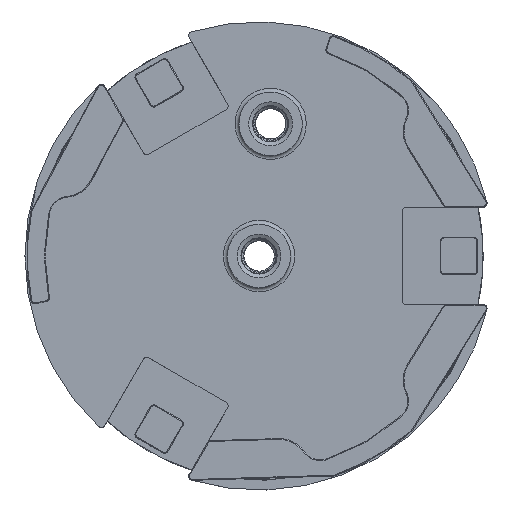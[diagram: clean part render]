
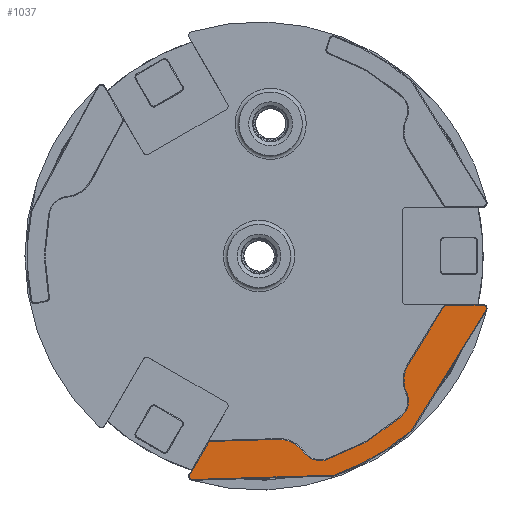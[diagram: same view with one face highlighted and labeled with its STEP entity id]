
A CAD part, top view. The second image highlights one B-rep face of the part: STEP entity #1037.
In plain terms, the highlighted planar face has unit normal (0, 0, 1).
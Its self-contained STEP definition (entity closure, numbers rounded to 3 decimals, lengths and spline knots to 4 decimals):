
#1037=ADVANCED_FACE('',(#1405),#1209,.T.);
#1209=PLANE('',#6150);
#1405=FACE_OUTER_BOUND('',#1848,.T.);
#1848=EDGE_LOOP('',(#3780,#3781,#3782,#3783,#3784,#3785,#3786,#3787,#3788,
#3789,#3790,#3791,#3792,#3793,#3794,#3795,#3796,#3797,#3798,#3799));
#2197=LINE('',#46469,#2521);
#2198=LINE('',#46473,#2522);
#2199=LINE('',#46477,#2523);
#2200=LINE('',#46483,#2524);
#2201=LINE('',#46487,#2525);
#2202=LINE('',#46493,#2526);
#2203=LINE('',#46497,#2527);
#2204=LINE('',#46501,#2528);
#2521=VECTOR('',#7354,1.);
#2522=VECTOR('',#7357,1.);
#2523=VECTOR('',#7360,1.);
#2524=VECTOR('',#7365,1.);
#2525=VECTOR('',#7368,1.);
#2526=VECTOR('',#7373,1.);
#2527=VECTOR('',#7376,1.);
#2528=VECTOR('',#7379,1.);
#3780=ORIENTED_EDGE('',*,*,#5328,.T.);
#3781=ORIENTED_EDGE('',*,*,#5329,.T.);
#3782=ORIENTED_EDGE('',*,*,#5330,.T.);
#3783=ORIENTED_EDGE('',*,*,#5331,.T.);
#3784=ORIENTED_EDGE('',*,*,#5332,.T.);
#3785=ORIENTED_EDGE('',*,*,#5333,.T.);
#3786=ORIENTED_EDGE('',*,*,#5334,.T.);
#3787=ORIENTED_EDGE('',*,*,#5335,.T.);
#3788=ORIENTED_EDGE('',*,*,#5336,.T.);
#3789=ORIENTED_EDGE('',*,*,#5337,.T.);
#3790=ORIENTED_EDGE('',*,*,#5338,.T.);
#3791=ORIENTED_EDGE('',*,*,#5339,.T.);
#3792=ORIENTED_EDGE('',*,*,#5340,.T.);
#3793=ORIENTED_EDGE('',*,*,#5341,.T.);
#3794=ORIENTED_EDGE('',*,*,#5342,.T.);
#3795=ORIENTED_EDGE('',*,*,#5343,.T.);
#3796=ORIENTED_EDGE('',*,*,#5344,.T.);
#3797=ORIENTED_EDGE('',*,*,#5345,.T.);
#3798=ORIENTED_EDGE('',*,*,#5346,.T.);
#3799=ORIENTED_EDGE('',*,*,#5347,.T.);
#4631=VERTEX_POINT('',#46463);
#4632=VERTEX_POINT('',#46464);
#4633=VERTEX_POINT('',#46466);
#4634=VERTEX_POINT('',#46468);
#4635=VERTEX_POINT('',#46470);
#4636=VERTEX_POINT('',#46472);
#4637=VERTEX_POINT('',#46474);
#4638=VERTEX_POINT('',#46476);
#4639=VERTEX_POINT('',#46478);
#4640=VERTEX_POINT('',#46480);
#4641=VERTEX_POINT('',#46482);
#4642=VERTEX_POINT('',#46484);
#4643=VERTEX_POINT('',#46486);
#4644=VERTEX_POINT('',#46488);
#4645=VERTEX_POINT('',#46490);
#4646=VERTEX_POINT('',#46492);
#4647=VERTEX_POINT('',#46494);
#4648=VERTEX_POINT('',#46496);
#4649=VERTEX_POINT('',#46498);
#4650=VERTEX_POINT('',#46500);
#5328=EDGE_CURVE('',#4631,#4632,#5671,.T.);
#5329=EDGE_CURVE('',#4632,#4633,#5672,.T.);
#5330=EDGE_CURVE('',#4633,#4634,#5673,.T.);
#5331=EDGE_CURVE('',#4634,#4635,#2197,.T.);
#5332=EDGE_CURVE('',#4635,#4636,#5674,.T.);
#5333=EDGE_CURVE('',#4636,#4637,#2198,.T.);
#5334=EDGE_CURVE('',#4637,#4638,#5675,.T.);
#5335=EDGE_CURVE('',#4638,#4639,#2199,.T.);
#5336=EDGE_CURVE('',#4639,#4640,#5676,.T.);
#5337=EDGE_CURVE('',#4640,#4641,#5677,.T.);
#5338=EDGE_CURVE('',#4641,#4642,#2200,.T.);
#5339=EDGE_CURVE('',#4642,#4643,#5678,.T.);
#5340=EDGE_CURVE('',#4643,#4644,#2201,.T.);
#5341=EDGE_CURVE('',#4644,#4645,#5679,.T.);
#5342=EDGE_CURVE('',#4645,#4646,#5680,.T.);
#5343=EDGE_CURVE('',#4646,#4647,#2202,.T.);
#5344=EDGE_CURVE('',#4647,#4648,#5681,.T.);
#5345=EDGE_CURVE('',#4648,#4649,#2203,.T.);
#5346=EDGE_CURVE('',#4649,#4650,#5682,.T.);
#5347=EDGE_CURVE('',#4650,#4631,#2204,.T.);
#5671=CIRCLE('',#6138,0.04);
#5672=CIRCLE('',#6139,2.968);
#5673=CIRCLE('',#6140,0.04);
#5674=CIRCLE('',#6141,0.04);
#5675=CIRCLE('',#6142,0.04);
#5676=CIRCLE('',#6143,0.39);
#5677=CIRCLE('',#6144,0.26);
#5678=CIRCLE('',#6145,0.51);
#5679=CIRCLE('',#6146,0.26);
#5680=CIRCLE('',#6147,0.39);
#5681=CIRCLE('',#6148,0.04);
#5682=CIRCLE('',#6149,0.04);
#6138=AXIS2_PLACEMENT_3D('',#46462,#7348,#7349);
#6139=AXIS2_PLACEMENT_3D('',#46465,#7350,#7351);
#6140=AXIS2_PLACEMENT_3D('',#46467,#7352,#7353);
#6141=AXIS2_PLACEMENT_3D('',#46471,#7355,#7356);
#6142=AXIS2_PLACEMENT_3D('',#46475,#7358,#7359);
#6143=AXIS2_PLACEMENT_3D('',#46479,#7361,#7362);
#6144=AXIS2_PLACEMENT_3D('',#46481,#7363,#7364);
#6145=AXIS2_PLACEMENT_3D('',#46485,#7366,#7367);
#6146=AXIS2_PLACEMENT_3D('',#46489,#7369,#7370);
#6147=AXIS2_PLACEMENT_3D('',#46491,#7371,#7372);
#6148=AXIS2_PLACEMENT_3D('',#46495,#7374,#7375);
#6149=AXIS2_PLACEMENT_3D('',#46499,#7377,#7378);
#6150=AXIS2_PLACEMENT_3D('',#46502,#7380,#7381);
#7348=DIRECTION('',(0.,0.,1.));
#7349=DIRECTION('',(1.,0.,0.));
#7350=DIRECTION('',(0.,0.,1.));
#7351=DIRECTION('',(1.,0.,0.));
#7352=DIRECTION('',(0.,0.,1.));
#7353=DIRECTION('',(1.,0.,0.));
#7354=DIRECTION('',(0.526,0.851,0.));
#7355=DIRECTION('',(0.,0.,1.));
#7356=DIRECTION('',(1.,0.,0.));
#7357=DIRECTION('',(-1.,0.,0.));
#7358=DIRECTION('',(0.,0.,1.));
#7359=DIRECTION('',(1.,0.,0.));
#7360=DIRECTION('',(-0.526,-0.851,0.));
#7361=DIRECTION('',(0.,0.,1.));
#7362=DIRECTION('',(1.,0.,0.));
#7363=DIRECTION('',(0.,0.,-1.));
#7364=DIRECTION('',(1.,0.,0.));
#7365=DIRECTION('',(-0.809,-0.588,0.));
#7366=DIRECTION('',(0.,0.,-1.));
#7367=DIRECTION('',(1.,0.,0.));
#7368=DIRECTION('',(-0.914,-0.406,0.));
#7369=DIRECTION('',(0.,0.,-1.));
#7370=DIRECTION('',(1.,0.,0.));
#7371=DIRECTION('',(0.,0.,1.));
#7372=DIRECTION('',(1.,0.,0.));
#7373=DIRECTION('',(-1.,-0.03,0.));
#7374=DIRECTION('',(0.,0.,1.));
#7375=DIRECTION('',(1.,0.,0.));
#7376=DIRECTION('',(-0.5,-0.866,0.));
#7377=DIRECTION('',(0.,0.,1.));
#7378=DIRECTION('',(1.,0.,0.));
#7379=DIRECTION('',(1.,0.03,0.));
#7380=DIRECTION('',(0.,0.,1.));
#7381=DIRECTION('',(1.,0.,0.));
#46462=CARTESIAN_POINT('',(0.9487,-2.77,34.6935));
#46463=CARTESIAN_POINT('',(0.95,-2.81,34.6935));
#46464=CARTESIAN_POINT('',(0.9617,-2.8079,34.6935));
#46465=CARTESIAN_POINT('',(0.,0.,
34.6935));
#46466=CARTESIAN_POINT('',(1.9508,-2.2368,34.6935));
#46467=CARTESIAN_POINT('',(1.9245,-2.2067,34.6935));
#46468=CARTESIAN_POINT('',(1.9586,-2.2277,34.6935));
#46469=CARTESIAN_POINT('',(1.4841,-2.995,34.6935));
#46470=CARTESIAN_POINT('',(2.9058,-0.696,34.6935));
#46471=CARTESIAN_POINT('',(2.8717,-0.675,34.6935));
#46472=CARTESIAN_POINT('',(2.8717,-0.635,34.6935));
#46473=CARTESIAN_POINT('',(2.4014,-0.635,34.6935));
#46474=CARTESIAN_POINT('',(2.4014,-0.635,34.6935));
#46475=CARTESIAN_POINT('',(2.4014,-0.675,34.6935));
#46476=CARTESIAN_POINT('',(2.3674,-0.654,34.6935));
#46477=CARTESIAN_POINT('',(1.0758,-2.7425,34.6935));
#46478=CARTESIAN_POINT('',(1.9146,-1.3862,34.6935));
#46479=CARTESIAN_POINT('',(2.2463,-1.5913,34.6935));
#46480=CARTESIAN_POINT('',(1.8913,-1.7529,34.6935));
#46481=CARTESIAN_POINT('',(1.6547,-1.8606,34.6935));
#46482=CARTESIAN_POINT('',(1.8076,-2.0709,34.6935));
#46483=CARTESIAN_POINT('',(1.4202,-2.3527,34.6935));
#46484=CARTESIAN_POINT('',(1.4202,-2.3527,34.6935));
#46485=CARTESIAN_POINT('',(1.1202,-1.9403,34.6935));
#46486=CARTESIAN_POINT('',(1.3274,-2.4063,34.6935));
#46487=CARTESIAN_POINT('',(0.8896,-2.6009,34.6935));
#46488=CARTESIAN_POINT('',(0.8896,-2.6009,34.6935));
#46489=CARTESIAN_POINT('',(0.784,-2.3633,34.6935));
#46490=CARTESIAN_POINT('',(0.5724,-2.5144,34.6935));
#46491=CARTESIAN_POINT('',(0.255,-2.741,34.6935));
#46492=CARTESIAN_POINT('',(0.2432,-2.3512,34.6935));
#46493=CARTESIAN_POINT('',(0.8966,-2.3314,34.6935));
#46494=CARTESIAN_POINT('',(-0.6174,-2.3772,34.6935));
#46495=CARTESIAN_POINT('',(-0.6161,-2.4172,34.6935));
#46496=CARTESIAN_POINT('',(-0.6508,-2.3972,34.6935));
#46497=CARTESIAN_POINT('',(-0.8859,-2.8045,34.6935));
#46498=CARTESIAN_POINT('',(-0.8859,-2.8045,34.6935));
#46499=CARTESIAN_POINT('',(-0.8513,-2.8245,34.6935));
#46500=CARTESIAN_POINT('',(-0.8501,-2.8645,34.6935));
#46501=CARTESIAN_POINT('',(0.9111,-2.8112,34.6935));
#46502=CARTESIAN_POINT('',(0.9058,-2.6374,34.6935));
